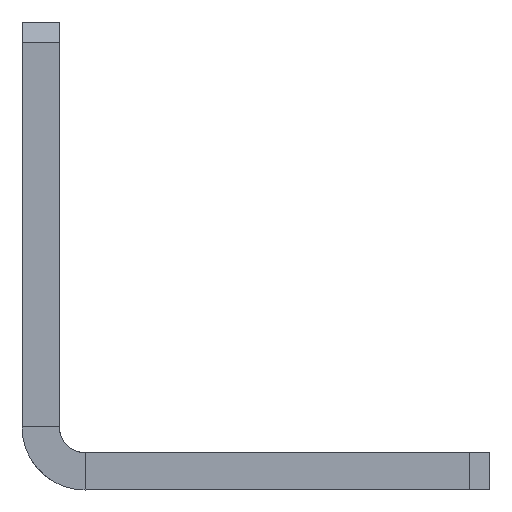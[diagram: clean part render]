
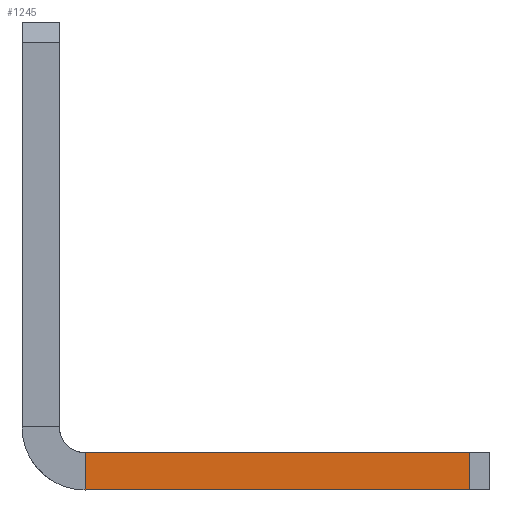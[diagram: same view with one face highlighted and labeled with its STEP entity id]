
A CAD part, left-side view. The second image highlights one B-rep face of the part: STEP entity #1245.
In plain terms, the highlighted planar face has unit normal (-1, 0, 0).
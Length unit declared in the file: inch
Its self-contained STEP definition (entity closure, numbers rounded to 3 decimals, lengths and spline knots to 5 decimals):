
#68=PLANE('',#1403);
#113=FACE_OUTER_BOUND('',#187,.T.);
#187=EDGE_LOOP('',(#1019,#1020,#1021,#1022));
#264=LINE('',#2058,#350);
#272=LINE('',#2079,#358);
#283=LINE('',#2097,#369);
#284=LINE('',#2098,#370);
#350=VECTOR('',#1682,0.371);
#358=VECTOR('',#1696,0.371);
#369=VECTOR('',#1715,0.036);
#370=VECTOR('',#1716,0.036);
#594=VERTEX_POINT('',#2055);
#595=VERTEX_POINT('',#2057);
#604=VERTEX_POINT('',#2076);
#605=VERTEX_POINT('',#2078);
#746=EDGE_CURVE('',#595,#594,#264,.T.);
#756=EDGE_CURVE('',#604,#605,#272,.T.);
#767=EDGE_CURVE('',#594,#605,#283,.T.);
#768=EDGE_CURVE('',#604,#595,#284,.T.);
#1019=ORIENTED_EDGE('',*,*,#746,.T.);
#1020=ORIENTED_EDGE('',*,*,#767,.T.);
#1021=ORIENTED_EDGE('',*,*,#756,.F.);
#1022=ORIENTED_EDGE('',*,*,#768,.T.);
#1245=ADVANCED_FACE('',(#113),#68,.T.);
#1403=AXIS2_PLACEMENT_3D('',#2096,#1713,#1714);
#1682=DIRECTION('',(0.,-1.,0.));
#1696=DIRECTION('',(0.,-1.,0.));
#1713=DIRECTION('center_axis',(-1.,0.,0.));
#1714=DIRECTION('ref_axis',(0.,0.,1.));
#1715=DIRECTION('',(0.,0.,1.));
#1716=DIRECTION('',(0.,0.,-1.));
#2055=CARTESIAN_POINT('',(-1.25,-0.396,-0.2565));
#2057=CARTESIAN_POINT('',(-1.25,-0.025,-0.2565));
#2058=CARTESIAN_POINT('',(-1.25,-0.025,-0.2565));
#2076=CARTESIAN_POINT('',(-1.25,-0.025,-0.2205));
#2078=CARTESIAN_POINT('',(-1.25,-0.396,-0.2205));
#2079=CARTESIAN_POINT('',(-1.25,-0.025,-0.2205));
#2096=CARTESIAN_POINT('Origin',(-1.25,-0.416,-0.2565));
#2097=CARTESIAN_POINT('',(-1.25,-0.396,-0.2565));
#2098=CARTESIAN_POINT('',(-1.25,-0.025,-0.2205));
